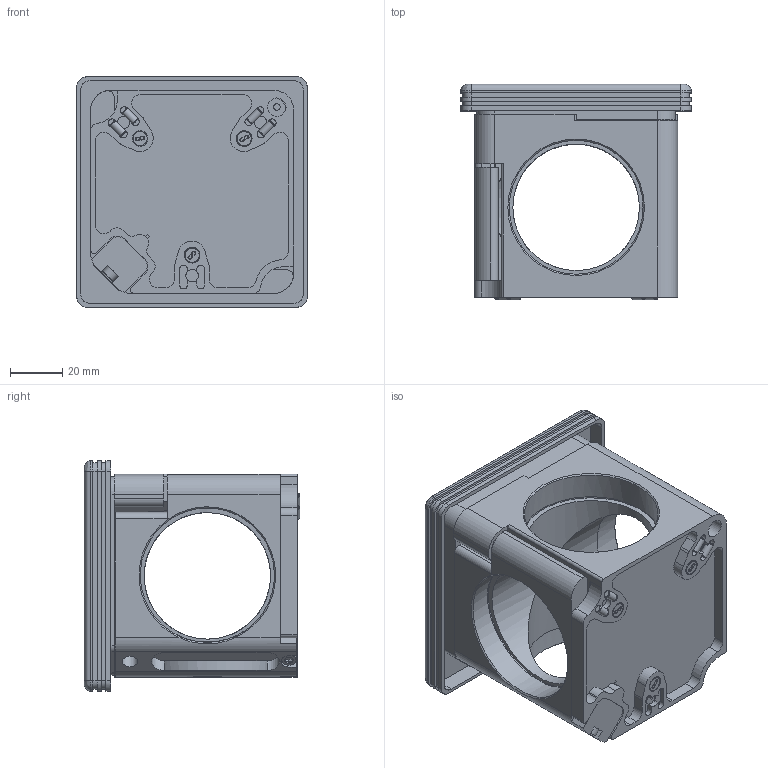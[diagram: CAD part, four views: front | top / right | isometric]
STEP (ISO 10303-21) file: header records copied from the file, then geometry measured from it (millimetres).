
FILE_DESCRIPTION (( 'STEP AP203' ), '1' );
FILE_NAME ('530134.STEP', '2025-04-27T08:26:45', ( 'Windows User' ), ( 'P R C' ), 'SwSTEP 2.0', 'SolidWorks 2020', '' );
FILE_SCHEMA (( 'CONFIG_CONTROL_DESIGN' ));
Length unit declared in the file: millimetre
Products named in the file (1): 530134
Bounding box: 87.9 x 82.3 x 87.9 mm (x, y, z)
Surface area: 68138.4 mm2 (no closed solid volume)
Topology: 0 solids, 14 shells, 359 faces, 1137 edges, 792 vertices
Faces by surface type: plane 195, cylinder 136, bspline 17, cone 11
Full cylindrical faces by diameter (mm): 2.5 x1, 3 x4, 4.8 x3, 5.5 x1, 5.8 x1, 6 x3, 7 x3, 48.3 x4, 51.1 x2, 51.17 x2
Entity records: 18587 total; most frequent: CARTESIAN_POINT 9057, ORIENTED_EDGE 1945, DIRECTION 1760, EDGE_CURVE 1086, VERTEX_POINT 779, VECTOR 642, LINE 642, AXIS2_PLACEMENT_3D 559
